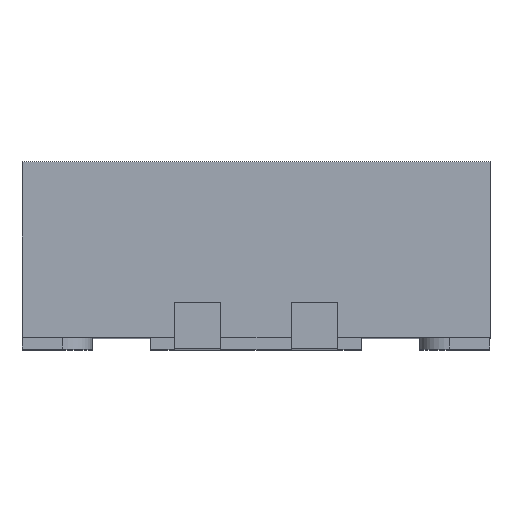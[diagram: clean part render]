
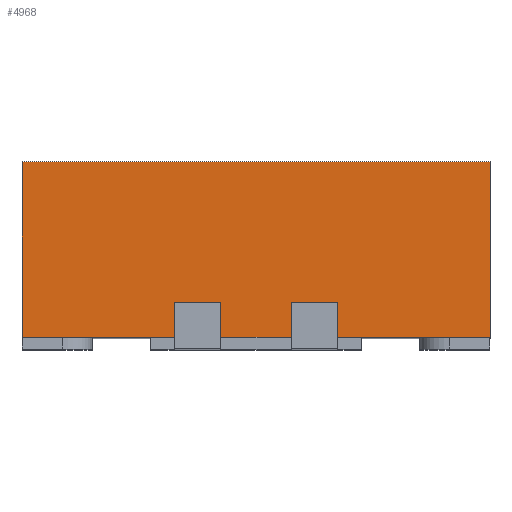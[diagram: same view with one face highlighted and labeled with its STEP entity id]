
A CAD part, top view. The second image highlights one B-rep face of the part: STEP entity #4968.
In plain terms, the highlighted planar face has unit normal (0, 0, 1).
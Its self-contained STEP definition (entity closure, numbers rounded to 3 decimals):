
#85 = VECTOR ( 'NONE', #1830, 1000. ) ;
#114 = EDGE_CURVE ( 'NONE', #5033, #4587, #2172, .T. ) ;
#131 = CARTESIAN_POINT ( 'NONE',  ( -0.35, 0.2, 1.5 ) ) ;
#188 = DIRECTION ( 'NONE',  ( 0., 0., -1. ) ) ;
#484 = LINE ( 'NONE', #678, #4158 ) ;
#678 = CARTESIAN_POINT ( 'NONE',  ( 0.35, 0.2, 1.5 ) ) ;
#725 = CARTESIAN_POINT ( 'NONE',  ( 0.15, 0.2, 1.5 ) ) ;
#802 = ORIENTED_EDGE ( 'NONE', *, *, #3330, .T. ) ;
#951 = LINE ( 'NONE', #2400, #3541 ) ;
#976 = EDGE_CURVE ( 'NONE', #3234, #1027, #2725, .T. ) ;
#1027 = VERTEX_POINT ( 'NONE', #4769 ) ;
#1088 = EDGE_CURVE ( 'NONE', #4266, #1293, #3048, .T. ) ;
#1099 = VERTEX_POINT ( 'NONE', #3783 ) ;
#1133 = ORIENTED_EDGE ( 'NONE', *, *, #5612, .F. ) ;
#1245 = CARTESIAN_POINT ( 'NONE',  ( 1., 5.206, 1.5 ) ) ;
#1293 = VERTEX_POINT ( 'NONE', #4716 ) ;
#1332 = EDGE_CURVE ( 'NONE', #4587, #5640, #5292, .T. ) ;
#1334 = DIRECTION ( 'NONE',  ( 0., -1., 0. ) ) ;
#1450 = VECTOR ( 'NONE', #1334, 1000. ) ;
#1685 = CARTESIAN_POINT ( 'NONE',  ( 0.35, 0.2, 1.5 ) ) ;
#1780 = CARTESIAN_POINT ( 'NONE',  ( -0.15, 0.2, 1.5 ) ) ;
#1809 = DIRECTION ( 'NONE',  ( -1., 0., 0. ) ) ;
#1830 = DIRECTION ( 'NONE',  ( 0., -1., 0. ) ) ;
#1874 = VECTOR ( 'NONE', #5300, 1000. ) ;
#1875 = CARTESIAN_POINT ( 'NONE',  ( 1., 0.05, 1.5 ) ) ;
#1968 = CARTESIAN_POINT ( 'NONE',  ( 0.35, 0.2, 1.5 ) ) ;
#2029 = AXIS2_PLACEMENT_3D ( 'NONE', #1245, #188, #2791 ) ;
#2172 = LINE ( 'NONE', #3486, #5074 ) ;
#2217 = PLANE ( 'NONE',  #2029 ) ;
#2337 = DIRECTION ( 'NONE',  ( 0., -1., 0. ) ) ;
#2400 = CARTESIAN_POINT ( 'NONE',  ( -0.35, 0.2, 1.5 ) ) ;
#2642 = ORIENTED_EDGE ( 'NONE', *, *, #114, .F. ) ;
#2696 = CARTESIAN_POINT ( 'NONE',  ( -1., 0.05, 1.5 ) ) ;
#2725 = LINE ( 'NONE', #5752, #1874 ) ;
#2735 = DIRECTION ( 'NONE',  ( -1., 0., 0. ) ) ;
#2750 = EDGE_CURVE ( 'NONE', #6354, #5640, #4042, .T. ) ;
#2791 = DIRECTION ( 'NONE',  ( -1., 0., 0. ) ) ;
#2893 = EDGE_LOOP ( 'NONE', ( #5367, #4255, #3552, #4784, #2642, #802, #5731, #3490, #1133, #5008, #3995, #6137 ) ) ;
#2934 = CARTESIAN_POINT ( 'NONE',  ( -1., 5.206, 1.5 ) ) ;
#3000 = DIRECTION ( 'NONE',  ( 1., 0., 0. ) ) ;
#3048 = LINE ( 'NONE', #131, #6430 ) ;
#3080 = VERTEX_POINT ( 'NONE', #2696 ) ;
#3208 = EDGE_CURVE ( 'NONE', #1099, #3657, #3344, .T. ) ;
#3213 = CARTESIAN_POINT ( 'NONE',  ( 1., 5.206, 1.5 ) ) ;
#3234 = VERTEX_POINT ( 'NONE', #725 ) ;
#3245 = DIRECTION ( 'NONE',  ( 0., -1., 0. ) ) ;
#3330 = EDGE_CURVE ( 'NONE', #5033, #3080, #6557, .T. ) ;
#3344 = LINE ( 'NONE', #1780, #6709 ) ;
#3486 = CARTESIAN_POINT ( 'NONE',  ( 1., 0.8, 1.5 ) ) ;
#3490 = ORIENTED_EDGE ( 'NONE', *, *, #1088, .F. ) ;
#3541 = VECTOR ( 'NONE', #1809, 1000. ) ;
#3552 = ORIENTED_EDGE ( 'NONE', *, *, #2750, .T. ) ;
#3657 = VERTEX_POINT ( 'NONE', #5051 ) ;
#3783 = CARTESIAN_POINT ( 'NONE',  ( -0.15, 0.2, 1.5 ) ) ;
#3995 = ORIENTED_EDGE ( 'NONE', *, *, #6292, .T. ) ;
#4042 = LINE ( 'NONE', #4745, #5522 ) ;
#4089 = CARTESIAN_POINT ( 'NONE',  ( -0.35, 0.2, 1.5 ) ) ;
#4158 = VECTOR ( 'NONE', #2735, 1000. ) ;
#4219 = VECTOR ( 'NONE', #5721, 1000. ) ;
#4250 = DIRECTION ( 'NONE',  ( 0., -1., 0. ) ) ;
#4255 = ORIENTED_EDGE ( 'NONE', *, *, #5602, .T. ) ;
#4266 = VERTEX_POINT ( 'NONE', #4089 ) ;
#4394 = LINE ( 'NONE', #1875, #6525 ) ;
#4554 = VECTOR ( 'NONE', #4250, 1000. ) ;
#4587 = VERTEX_POINT ( 'NONE', #5516 ) ;
#4716 = CARTESIAN_POINT ( 'NONE',  ( -0.35, 0.05, 1.5 ) ) ;
#4745 = CARTESIAN_POINT ( 'NONE',  ( 1., 0.05, 1.5 ) ) ;
#4769 = CARTESIAN_POINT ( 'NONE',  ( 0.15, 0.05, 1.5 ) ) ;
#4771 = EDGE_CURVE ( 'NONE', #5163, #3234, #484, .T. ) ;
#4784 = ORIENTED_EDGE ( 'NONE', *, *, #1332, .F. ) ;
#4918 = EDGE_CURVE ( 'NONE', #3080, #1293, #4394, .T. ) ;
#4968 = ADVANCED_FACE ( 'NONE', ( #5472 ), #2217, .F. ) ;
#5008 = ORIENTED_EDGE ( 'NONE', *, *, #3208, .T. ) ;
#5033 = VERTEX_POINT ( 'NONE', #5528 ) ;
#5051 = CARTESIAN_POINT ( 'NONE',  ( -0.15, 0.05, 1.5 ) ) ;
#5074 = VECTOR ( 'NONE', #3000, 1000. ) ;
#5163 = VERTEX_POINT ( 'NONE', #1968 ) ;
#5263 = DIRECTION ( 'NONE',  ( 1., 0., 0. ) ) ;
#5292 = LINE ( 'NONE', #3213, #4554 ) ;
#5300 = DIRECTION ( 'NONE',  ( 0., -1., 0. ) ) ;
#5367 = ORIENTED_EDGE ( 'NONE', *, *, #4771, .F. ) ;
#5472 = FACE_OUTER_BOUND ( 'NONE', #2893, .T. ) ;
#5516 = CARTESIAN_POINT ( 'NONE',  ( 1., 0.8, 1.5 ) ) ;
#5522 = VECTOR ( 'NONE', #5263, 1000. ) ;
#5528 = CARTESIAN_POINT ( 'NONE',  ( -1., 0.8, 1.5 ) ) ;
#5599 = DIRECTION ( 'NONE',  ( 1., 0., 0. ) ) ;
#5602 = EDGE_CURVE ( 'NONE', #5163, #6354, #6344, .T. ) ;
#5612 = EDGE_CURVE ( 'NONE', #1099, #4266, #951, .T. ) ;
#5615 = LINE ( 'NONE', #6169, #4219 ) ;
#5640 = VERTEX_POINT ( 'NONE', #6043 ) ;
#5651 = CARTESIAN_POINT ( 'NONE',  ( 0.35, 0.05, 1.5 ) ) ;
#5721 = DIRECTION ( 'NONE',  ( 1., 0., 0. ) ) ;
#5731 = ORIENTED_EDGE ( 'NONE', *, *, #4918, .T. ) ;
#5752 = CARTESIAN_POINT ( 'NONE',  ( 0.15, 0.2, 1.5 ) ) ;
#6043 = CARTESIAN_POINT ( 'NONE',  ( 1., 0.05, 1.5 ) ) ;
#6137 = ORIENTED_EDGE ( 'NONE', *, *, #976, .F. ) ;
#6169 = CARTESIAN_POINT ( 'NONE',  ( 1., 0.05, 1.5 ) ) ;
#6292 = EDGE_CURVE ( 'NONE', #3657, #1027, #5615, .T. ) ;
#6344 = LINE ( 'NONE', #1685, #85 ) ;
#6354 = VERTEX_POINT ( 'NONE', #5651 ) ;
#6430 = VECTOR ( 'NONE', #3245, 1000. ) ;
#6525 = VECTOR ( 'NONE', #5599, 1000. ) ;
#6557 = LINE ( 'NONE', #2934, #1450 ) ;
#6709 = VECTOR ( 'NONE', #2337, 1000. ) ;
